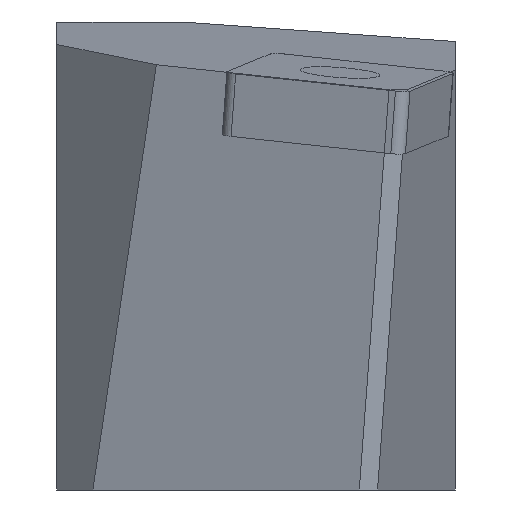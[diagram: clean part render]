
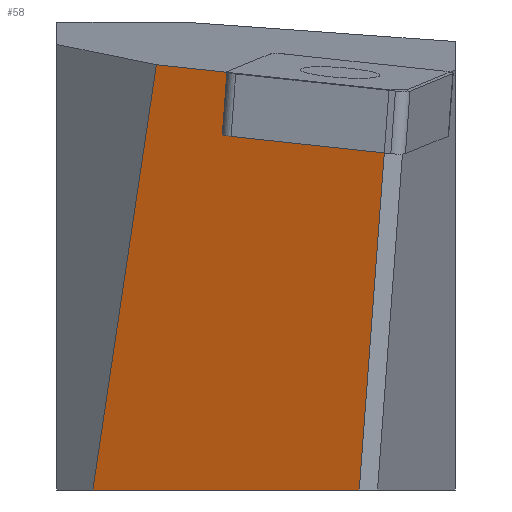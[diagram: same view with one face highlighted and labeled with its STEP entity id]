
A CAD part, left-side view. The second image highlights one B-rep face of the part: STEP entity #58.
In plain terms, the highlighted planar face has unit normal (-0.961, 0.257, -0.105).
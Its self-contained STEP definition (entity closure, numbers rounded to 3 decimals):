
#58=ADVANCED_FACE('',(#100),#82,.T.);
#82=PLANE('',#473);
#100=FACE_OUTER_BOUND('',#121,.T.);
#121=EDGE_LOOP('',(#170,#171,#172,#173));
#170=ORIENTED_EDGE('',*,*,#327,.F.);
#171=ORIENTED_EDGE('',*,*,#328,.T.);
#172=ORIENTED_EDGE('',*,*,#329,.F.);
#173=ORIENTED_EDGE('',*,*,#326,.F.);
#284=VERTEX_POINT('',#646);
#285=VERTEX_POINT('',#648);
#286=VERTEX_POINT('',#652);
#287=VERTEX_POINT('',#654);
#326=EDGE_CURVE('',#285,#284,#384,.T.);
#327=EDGE_CURVE('',#286,#285,#385,.T.);
#328=EDGE_CURVE('',#286,#287,#386,.T.);
#329=EDGE_CURVE('',#284,#287,#387,.T.);
#384=LINE('',#649,#431);
#385=LINE('',#651,#432);
#386=LINE('',#653,#433);
#387=LINE('',#655,#434);
#431=VECTOR('',#521,1.);
#432=VECTOR('',#524,1.);
#433=VECTOR('',#525,1.);
#434=VECTOR('',#526,1.);
#473=AXIS2_PLACEMENT_3D('',#656,#527,#528);
#521=DIRECTION('',(-0.146,-0.146,0.978));
#524=DIRECTION('',(0.258,0.966,0.));
#525=DIRECTION('',(-0.128,-0.073,0.989));
#526=DIRECTION('',(-0.246,-0.964,-0.103));
#527=DIRECTION('',(-0.961,0.257,-0.105));
#528=DIRECTION('',(-0.258,-0.966,0.));
#646=CARTESIAN_POINT('',(6.982,25.16,2.769));
#648=CARTESIAN_POINT('',(13.362,31.54,-39.94));
#649=CARTESIAN_POINT('',(6.795,24.974,4.017));
#651=CARTESIAN_POINT('',(11.459,24.42,-39.94));
#652=CARTESIAN_POINT('',(6.212,4.788,-39.94));
#653=CARTESIAN_POINT('',(1.014,1.806,0.265));
#654=CARTESIAN_POINT('',(1.014,1.806,0.265));
#655=CARTESIAN_POINT('',(7.091,25.588,2.815));
#656=CARTESIAN_POINT('',(7.091,25.588,2.815));
